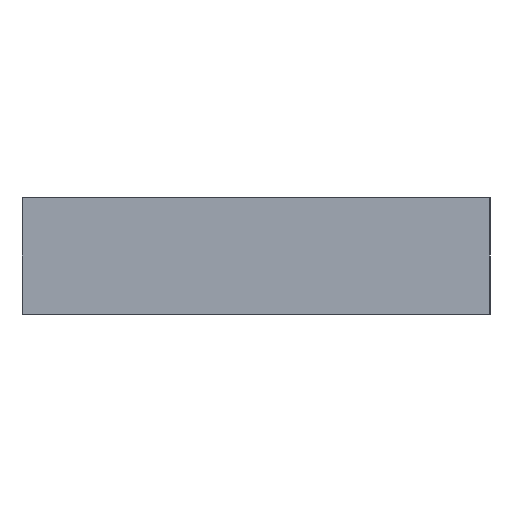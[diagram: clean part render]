
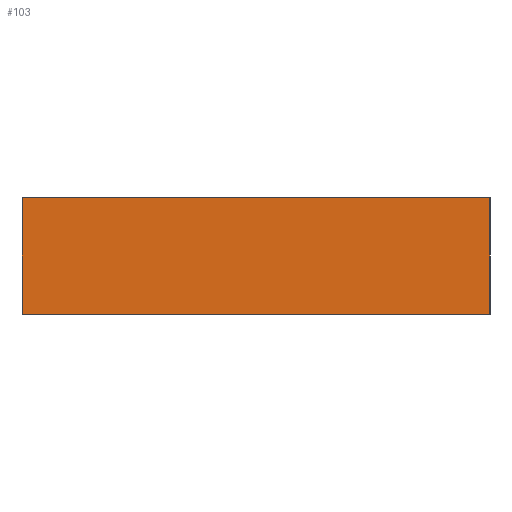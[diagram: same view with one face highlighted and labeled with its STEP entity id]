
A CAD part, left-side view. The second image highlights one B-rep face of the part: STEP entity #103.
In plain terms, the highlighted planar face has unit normal (-1, 0, 0).
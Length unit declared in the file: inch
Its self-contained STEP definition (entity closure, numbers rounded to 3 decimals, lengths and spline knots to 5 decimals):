
#17=FACE_OUTER_BOUND('',#23,.T.);
#23=EDGE_LOOP('',(#79,#80,#81,#82));
#33=LINE('',#168,#45);
#34=LINE('',#171,#46);
#35=LINE('',#173,#47);
#36=LINE('',#174,#48);
#45=VECTOR('',#139,0.3937);
#46=VECTOR('',#142,0.3937);
#47=VECTOR('',#143,0.3937);
#48=VECTOR('',#144,0.3937);
#55=VERTEX_POINT('',#164);
#56=VERTEX_POINT('',#166);
#57=VERTEX_POINT('',#170);
#58=VERTEX_POINT('',#172);
#65=EDGE_CURVE('',#55,#56,#33,.T.);
#66=EDGE_CURVE('',#57,#55,#34,.T.);
#67=EDGE_CURVE('',#58,#56,#35,.T.);
#68=EDGE_CURVE('',#57,#58,#36,.T.);
#79=ORIENTED_EDGE('',*,*,#66,.T.);
#80=ORIENTED_EDGE('',*,*,#65,.T.);
#81=ORIENTED_EDGE('',*,*,#67,.F.);
#82=ORIENTED_EDGE('',*,*,#68,.F.);
#97=PLANE('',#123);
#103=ADVANCED_FACE('',(#17),#97,.T.);
#123=AXIS2_PLACEMENT_3D('',#169,#140,#141);
#139=DIRECTION('',(0.,0.,-1.));
#140=DIRECTION('center_axis',(-1.,0.,0.));
#141=DIRECTION('ref_axis',(0.,1.,0.));
#142=DIRECTION('',(0.,1.,0.));
#143=DIRECTION('',(0.,1.,0.));
#144=DIRECTION('',(0.,0.,-1.));
#164=CARTESIAN_POINT('',(-67.2367,1695.24701,-22.42206));
#166=CARTESIAN_POINT('',(-67.2367,1695.24701,-26.42206));
#168=CARTESIAN_POINT('',(-67.2367,1695.24701,-22.42206));
#169=CARTESIAN_POINT('Origin',(-67.2367,1679.24701,-22.42206));
#170=CARTESIAN_POINT('',(-67.2367,1679.24701,-22.42206));
#171=CARTESIAN_POINT('',(-67.2367,1675.24701,-22.42206));
#172=CARTESIAN_POINT('',(-67.2367,1679.24701,-26.42206));
#173=CARTESIAN_POINT('',(-67.2367,1675.24701,-26.42206));
#174=CARTESIAN_POINT('',(-67.2367,1679.24701,-22.42206));
